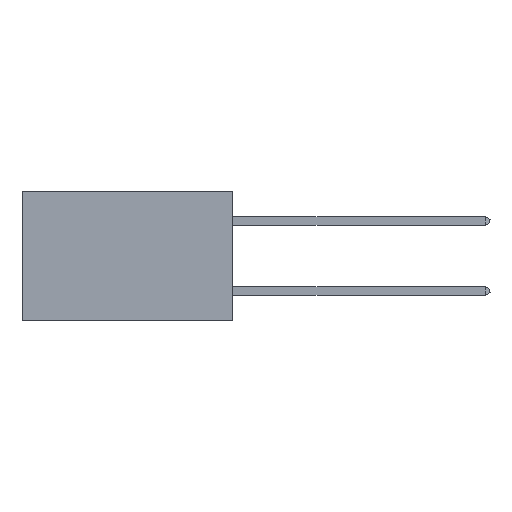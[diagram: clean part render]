
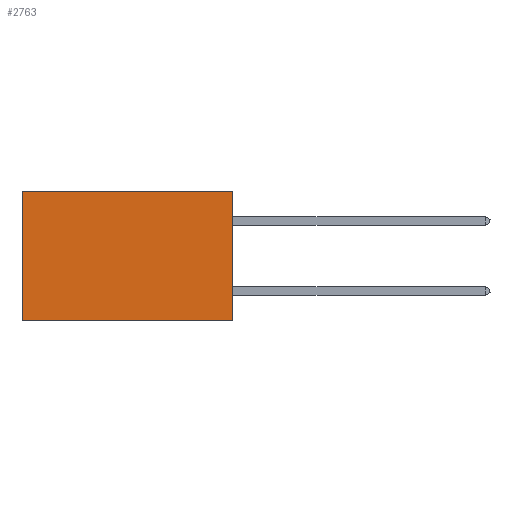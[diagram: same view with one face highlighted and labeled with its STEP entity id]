
A CAD part, left-side view. The second image highlights one B-rep face of the part: STEP entity #2763.
In plain terms, the highlighted planar face has unit normal (-1, 0, 0).
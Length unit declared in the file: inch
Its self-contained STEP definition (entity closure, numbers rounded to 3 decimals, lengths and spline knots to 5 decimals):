
#289 = AXIS2_PLACEMENT_3D ( 'NONE', #9713, #5871, #7440 ) ;
#773 = DIRECTION ( 'NONE',  ( 0., 0., -1. ) ) ;
#929 = CARTESIAN_POINT ( 'NONE',  ( 0.2875, 0., 0. ) ) ;
#1085 = FACE_OUTER_BOUND ( 'NONE', #4117, .T. ) ;
#1874 = VECTOR ( 'NONE', #773, 39.37008 ) ;
#2116 = VERTEX_POINT ( 'NONE', #4984 ) ;
#2140 = CARTESIAN_POINT ( 'NONE',  ( 0.2875, 0., -0.37 ) ) ;
#2188 = CARTESIAN_POINT ( 'NONE',  ( 0.2875, 0., 0. ) ) ;
#2531 = CARTESIAN_POINT ( 'NONE',  ( 0.2875, 0.6, 0. ) ) ;
#2763 = ADVANCED_FACE ( 'NONE', ( #1085 ), #8469, .F. ) ;
#3204 = EDGE_CURVE ( 'NONE', #2116, #5921, #14176, .T. ) ;
#3685 = EDGE_CURVE ( 'NONE', #10971, #6436, #8539, .T. ) ;
#4117 = EDGE_LOOP ( 'NONE', ( #9119, #12642, #7635, #8329 ) ) ;
#4984 = CARTESIAN_POINT ( 'NONE',  ( 0.2875, 0., 0. ) ) ;
#5503 = VECTOR ( 'NONE', #13109, 39.37008 ) ;
#5871 = DIRECTION ( 'NONE',  ( 1., 0., 0. ) ) ;
#5921 = VERTEX_POINT ( 'NONE', #2140 ) ;
#5966 = EDGE_CURVE ( 'NONE', #2116, #10971, #14112, .T. ) ;
#6009 = VECTOR ( 'NONE', #10043, 39.37008 ) ;
#6390 = LINE ( 'NONE', #11187, #6009 ) ;
#6436 = VERTEX_POINT ( 'NONE', #13374 ) ;
#6724 = CARTESIAN_POINT ( 'NONE',  ( 0.2875, 0.6, 0. ) ) ;
#7432 = VECTOR ( 'NONE', #12670, 39.37008 ) ;
#7440 = DIRECTION ( 'NONE',  ( 0., 0., -1. ) ) ;
#7635 = ORIENTED_EDGE ( 'NONE', *, *, #3204, .F. ) ;
#8329 = ORIENTED_EDGE ( 'NONE', *, *, #5966, .T. ) ;
#8469 = PLANE ( 'NONE',  #289 ) ;
#8539 = LINE ( 'NONE', #6724, #5503 ) ;
#9119 = ORIENTED_EDGE ( 'NONE', *, *, #3685, .T. ) ;
#9713 = CARTESIAN_POINT ( 'NONE',  ( 0.2875, 0., 0. ) ) ;
#10043 = DIRECTION ( 'NONE',  ( 0., 1., 0. ) ) ;
#10971 = VERTEX_POINT ( 'NONE', #2531 ) ;
#11187 = CARTESIAN_POINT ( 'NONE',  ( 0.2875, 0., -0.37 ) ) ;
#12614 = EDGE_CURVE ( 'NONE', #5921, #6436, #6390, .T. ) ;
#12642 = ORIENTED_EDGE ( 'NONE', *, *, #12614, .F. ) ;
#12670 = DIRECTION ( 'NONE',  ( 0., 1., 0. ) ) ;
#13109 = DIRECTION ( 'NONE',  ( 0., 0., -1. ) ) ;
#13374 = CARTESIAN_POINT ( 'NONE',  ( 0.2875, 0.6, -0.37 ) ) ;
#14112 = LINE ( 'NONE', #2188, #7432 ) ;
#14176 = LINE ( 'NONE', #929, #1874 ) ;
